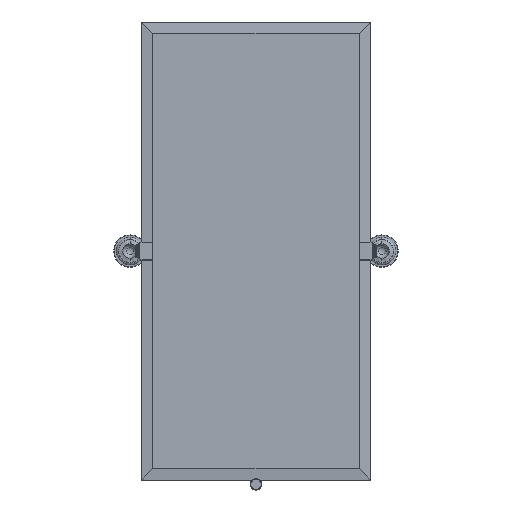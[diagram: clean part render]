
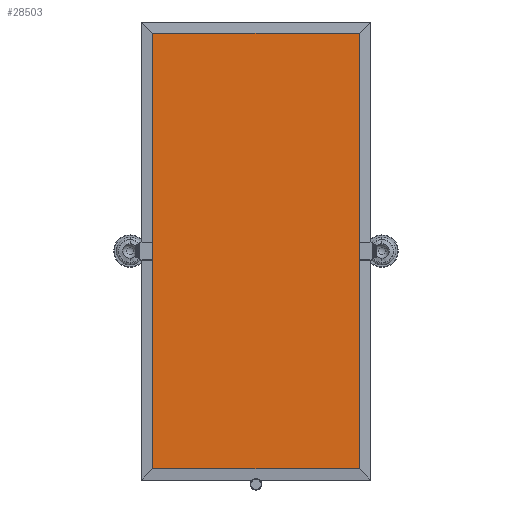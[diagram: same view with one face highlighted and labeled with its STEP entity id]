
A CAD part, top view. The second image highlights one B-rep face of the part: STEP entity #28503.
In plain terms, the highlighted planar face has unit normal (0, 0, 1).
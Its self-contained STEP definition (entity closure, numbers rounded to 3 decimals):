
#4754=DIRECTION('',(1.,0.,0.));
#4755=VECTOR('',#4754,13.497);
#4756=CARTESIAN_POINT('',(-6.748,-14.248,0.));
#4757=LINE('',#4756,#4755);
#4758=DIRECTION('',(0.,-1.,0.));
#4759=VECTOR('',#4758,28.497);
#4760=CARTESIAN_POINT('',(-6.748,14.248,0.));
#4761=LINE('',#4760,#4759);
#4762=DIRECTION('',(1.,0.,0.));
#4763=VECTOR('',#4762,13.497);
#4764=CARTESIAN_POINT('',(-6.748,14.248,0.));
#4765=LINE('',#4764,#4763);
#4766=DIRECTION('',(0.,-1.,0.));
#4767=VECTOR('',#4766,28.497);
#4768=CARTESIAN_POINT('',(6.748,14.248,0.));
#4769=LINE('',#4768,#4767);
#21868=CARTESIAN_POINT('',(-6.748,14.248,0.));
#21869=CARTESIAN_POINT('',(6.748,14.248,0.));
#21870=VERTEX_POINT('',#21868);
#21871=VERTEX_POINT('',#21869);
#21876=CARTESIAN_POINT('',(-6.748,-14.248,0.));
#21877=CARTESIAN_POINT('',(6.748,-14.248,0.));
#21878=VERTEX_POINT('',#21876);
#21879=VERTEX_POINT('',#21877);
#28491=CARTESIAN_POINT('',(0.,0.,0.));
#28492=DIRECTION('',(0.,0.,-1.));
#28493=DIRECTION('',(1.,0.,0.));
#28494=AXIS2_PLACEMENT_3D('',#28491,#28492,#28493);
#28495=PLANE('',#28494);
#28497=ORIENTED_EDGE('',*,*,#28496,.F.);
#28498=ORIENTED_EDGE('',*,*,#28442,.F.);
#28499=ORIENTED_EDGE('',*,*,#28474,.T.);
#28500=ORIENTED_EDGE('',*,*,#27177,.T.);
#28501=EDGE_LOOP('',(#28497,#28498,#28499,#28500));
#28502=FACE_OUTER_BOUND('',#28501,.F.);
#28503=ADVANCED_FACE('',(#28502),#28495,.F.);
#27177=EDGE_CURVE('',#21871,#21879,#4769,.T.);
#28442=EDGE_CURVE('',#21870,#21878,#4761,.T.);
#28474=EDGE_CURVE('',#21870,#21871,#4765,.T.);
#28496=EDGE_CURVE('',#21878,#21879,#4757,.T.);
